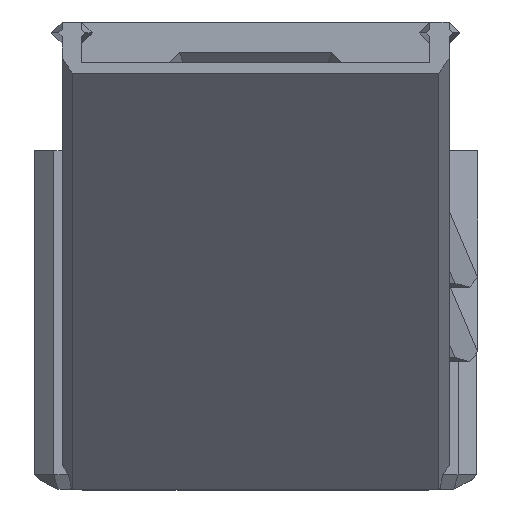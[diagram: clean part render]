
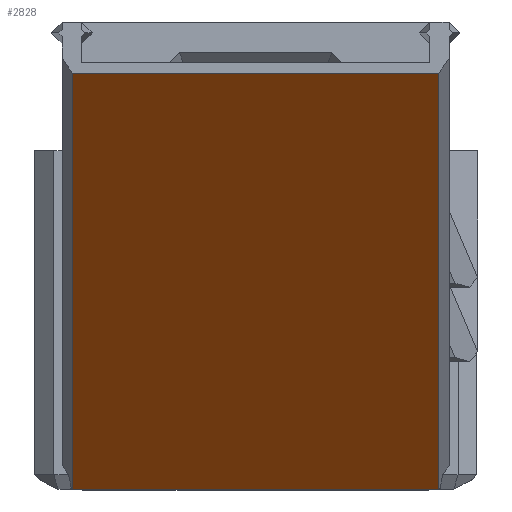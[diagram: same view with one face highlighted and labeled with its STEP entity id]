
A CAD part, front view. The second image highlights one B-rep face of the part: STEP entity #2828.
In plain terms, the highlighted planar face has unit normal (0, -0.719, -0.695).
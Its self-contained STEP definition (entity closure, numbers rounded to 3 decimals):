
#32=FACE_OUTER_BOUND('',#188,.T.);
#188=EDGE_LOOP('',(#1937,#1938,#1939,#1940,#1941,#1942));
#350=LINE('',#3893,#763);
#409=LINE('',#4011,#822);
#415=LINE('',#4023,#828);
#416=LINE('',#4025,#829);
#417=LINE('',#4027,#830);
#418=LINE('',#4028,#831);
#763=VECTOR('',#3159,10.);
#822=VECTOR('',#3234,10.);
#828=VECTOR('',#3242,10.);
#829=VECTOR('',#3243,10.);
#830=VECTOR('',#3244,10.);
#831=VECTOR('',#3245,10.);
#1175=VERTEX_POINT('',#3890);
#1176=VERTEX_POINT('',#3892);
#1227=VERTEX_POINT('',#4010);
#1232=VERTEX_POINT('',#4022);
#1233=VERTEX_POINT('',#4024);
#1234=VERTEX_POINT('',#4026);
#1444=EDGE_CURVE('',#1176,#1175,#350,.T.);
#1503=EDGE_CURVE('',#1176,#1227,#409,.T.);
#1509=EDGE_CURVE('',#1232,#1175,#415,.T.);
#1510=EDGE_CURVE('',#1232,#1233,#416,.T.);
#1511=EDGE_CURVE('',#1233,#1234,#417,.T.);
#1512=EDGE_CURVE('',#1234,#1227,#418,.T.);
#1937=ORIENTED_EDGE('',*,*,#1444,.T.);
#1938=ORIENTED_EDGE('',*,*,#1509,.F.);
#1939=ORIENTED_EDGE('',*,*,#1510,.T.);
#1940=ORIENTED_EDGE('',*,*,#1511,.T.);
#1941=ORIENTED_EDGE('',*,*,#1512,.T.);
#1942=ORIENTED_EDGE('',*,*,#1503,.F.);
#2676=PLANE('',#2994);
#2828=ADVANCED_FACE('',(#32),#2676,.F.);
#2994=AXIS2_PLACEMENT_3D('',#4021,#3240,#3241);
#3159=DIRECTION('',(-1.,0.,0.));
#3234=DIRECTION('',(0.,0.695,-0.719));
#3240=DIRECTION('center_axis',(0.,0.719,0.695));
#3241=DIRECTION('ref_axis',(0.,0.695,-0.719));
#3242=DIRECTION('',(0.,-0.695,0.719));
#3243=DIRECTION('',(1.,0.,0.));
#3244=DIRECTION('',(1.,0.,0.));
#3245=DIRECTION('',(1.,0.,0.));
#3890=CARTESIAN_POINT('',(-17.8,-62.88,56.015));
#3892=CARTESIAN_POINT('',(17.8,-62.88,56.015));
#3893=CARTESIAN_POINT('',(-18.8,-62.88,56.015));
#4010=CARTESIAN_POINT('',(17.8,-23.7,15.5));
#4011=CARTESIAN_POINT('',(17.8,-55.208,48.081));
#4021=CARTESIAN_POINT('Origin',(-18.8,-67.701,61.));
#4022=CARTESIAN_POINT('',(-17.8,-23.7,15.5));
#4023=CARTESIAN_POINT('',(-17.8,-56.854,49.783));
#4024=CARTESIAN_POINT('',(-16.8,-23.7,15.5));
#4025=CARTESIAN_POINT('',(-18.8,-23.7,15.5));
#4026=CARTESIAN_POINT('',(16.8,-23.7,15.5));
#4027=CARTESIAN_POINT('',(-18.8,-23.7,15.5));
#4028=CARTESIAN_POINT('',(-18.8,-23.7,15.5));
